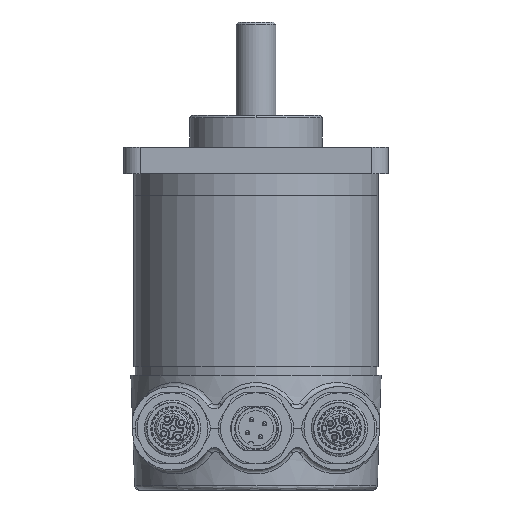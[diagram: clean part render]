
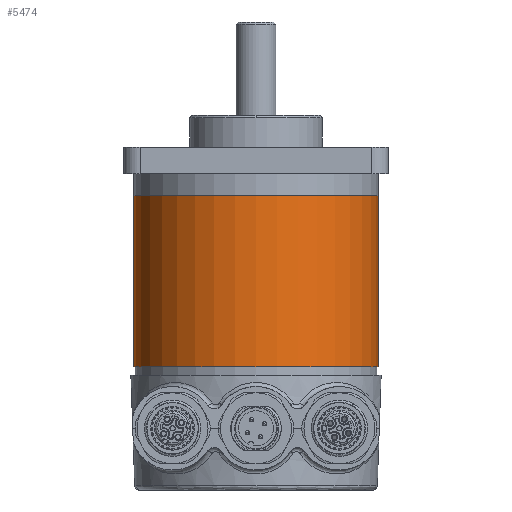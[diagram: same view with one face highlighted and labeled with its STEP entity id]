
A CAD part, front view. The second image highlights one B-rep face of the part: STEP entity #5474.
In plain terms, the highlighted cylindrical face has radius 29.3 mm (diameter 58.6 mm), a partial arc.
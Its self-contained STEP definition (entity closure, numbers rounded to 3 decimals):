
#3825 = ORIENTED_EDGE ( 'NONE', *, *, #10051, .F. ) ;
#5474 = ADVANCED_FACE ( 'NONE', ( #30645 ), #78806, .T. ) ;
#10051 = EDGE_CURVE ( 'NONE', #74755, #71598, #78424, .T. ) ;
#12049 = CARTESIAN_POINT ( 'NONE',  ( 29.3, 0., 29.5 ) ) ;
#12563 = ORIENTED_EDGE ( 'NONE', *, *, #57035, .T. ) ;
#21278 = AXIS2_PLACEMENT_3D ( 'NONE', #62561, #24889, #68907 ) ;
#21641 = ORIENTED_EDGE ( 'NONE', *, *, #54812, .T. ) ;
#22141 = CIRCLE ( 'NONE', #21278, 29.3 ) ;
#22301 = CARTESIAN_POINT ( 'NONE',  ( 29.3, 0., 70.5 ) ) ;
#24314 = CARTESIAN_POINT ( 'NONE',  ( 0., 0., 70.5 ) ) ;
#24405 = DIRECTION ( 'NONE',  ( 0., 0., -1. ) ) ;
#24701 = ORIENTED_EDGE ( 'NONE', *, *, #45707, .T. ) ;
#24889 = DIRECTION ( 'NONE',  ( 0., 0., -1. ) ) ;
#25100 = DIRECTION ( 'NONE',  ( 0., 0., 1. ) ) ;
#25893 = DIRECTION ( 'NONE',  ( -1., 0., 0. ) ) ;
#30645 = FACE_OUTER_BOUND ( 'NONE', #46700, .T. ) ;
#31738 = VERTEX_POINT ( 'NONE', #73847 ) ;
#37284 = CARTESIAN_POINT ( 'NONE',  ( 29.3, 0., 70.5 ) ) ;
#37791 = DIRECTION ( 'NONE',  ( 0., 0., -1. ) ) ;
#40717 = AXIS2_PLACEMENT_3D ( 'NONE', #62751, #25100, #69096 ) ;
#41403 = LINE ( 'NONE', #73369, #56124 ) ;
#45707 = EDGE_CURVE ( 'NONE', #45718, #31738, #41403, .T. ) ;
#45718 = VERTEX_POINT ( 'NONE', #58154 ) ;
#46700 = EDGE_LOOP ( 'NONE', ( #3825, #12563, #24701, #21641 ) ) ;
#48096 = DIRECTION ( 'NONE',  ( 0., 0., -1. ) ) ;
#54812 = EDGE_CURVE ( 'NONE', #31738, #71598, #58731, .T. ) ;
#56124 = VECTOR ( 'NONE', #48096, 1000. ) ;
#57035 = EDGE_CURVE ( 'NONE', #74755, #45718, #22141, .T. ) ;
#58154 = CARTESIAN_POINT ( 'NONE',  ( -29.3, 0., 70.5 ) ) ;
#58731 = CIRCLE ( 'NONE', #40717, 29.3 ) ;
#62561 = CARTESIAN_POINT ( 'NONE',  ( 0., 0., 70.5 ) ) ;
#62751 = CARTESIAN_POINT ( 'NONE',  ( 0., 0., 29.5 ) ) ;
#68907 = DIRECTION ( 'NONE',  ( -1., 0., 0. ) ) ;
#69096 = DIRECTION ( 'NONE',  ( -1., 0., 0. ) ) ;
#71598 = VERTEX_POINT ( 'NONE', #12049 ) ;
#73369 = CARTESIAN_POINT ( 'NONE',  ( -29.3, 0., 70.5 ) ) ;
#73847 = CARTESIAN_POINT ( 'NONE',  ( -29.3, 0., 29.5 ) ) ;
#74472 = VECTOR ( 'NONE', #37791, 1000. ) ;
#74755 = VERTEX_POINT ( 'NONE', #22301 ) ;
#75223 = AXIS2_PLACEMENT_3D ( 'NONE', #24314, #24405, #25893 ) ;
#78424 = LINE ( 'NONE', #37284, #74472 ) ;
#78806 = CYLINDRICAL_SURFACE ( 'NONE', #75223, 29.3 ) ;
